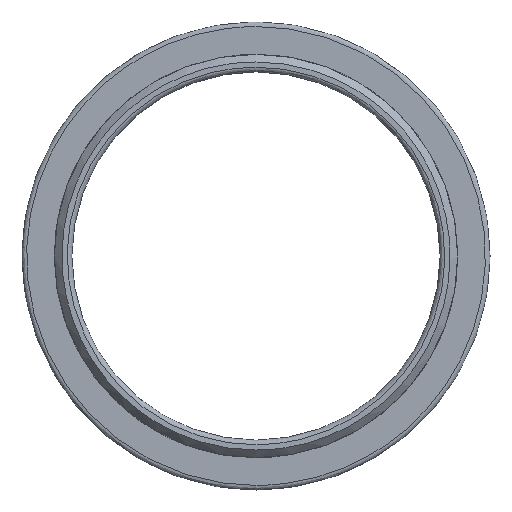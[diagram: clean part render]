
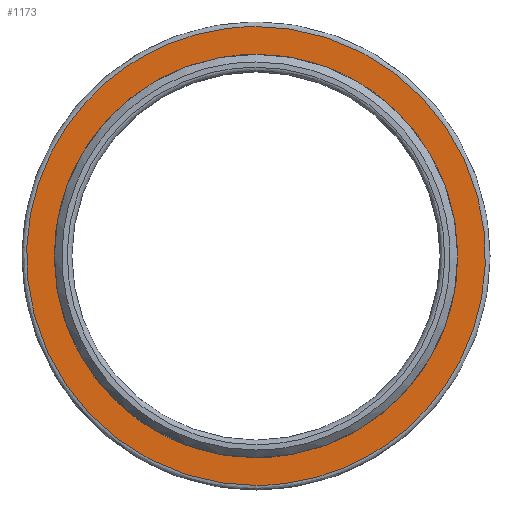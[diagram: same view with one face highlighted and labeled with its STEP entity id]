
A CAD part, left-side view. The second image highlights one B-rep face of the part: STEP entity #1173.
In plain terms, the highlighted planar face has unit normal (-1, 0, 0).
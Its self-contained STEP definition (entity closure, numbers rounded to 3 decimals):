
#215 = DIRECTION ( 'NONE',  ( -1., 0., 0. ) ) ;
#339 = EDGE_LOOP ( 'NONE', ( #767, #1689 ) ) ;
#396 = VERTEX_POINT ( 'NONE', #948 ) ;
#431 = EDGE_CURVE ( 'NONE', #450, #1697, #998, .T. ) ;
#446 =( BOUNDED_CURVE ( )  B_SPLINE_CURVE ( 3, ( #1047, #768, #1319, #1597 ),
 .UNSPECIFIED., .F., .T. ) 
 B_SPLINE_CURVE_WITH_KNOTS ( ( 4, 4 ),
 ( 0., 1. ),
 .UNSPECIFIED. ) 
 CURVE ( )  GEOMETRIC_REPRESENTATION_ITEM ( )  RATIONAL_B_SPLINE_CURVE ( ( 1., 0.333, 0.333, 1. ) ) 
 REPRESENTATION_ITEM ( '' )  );
#450 = VERTEX_POINT ( 'NONE', #588 ) ;
#454 = CARTESIAN_POINT ( 'NONE',  ( -5.4, 0., -14.95 ) ) ;
#455 = CARTESIAN_POINT ( 'NONE',  ( -5.4, -29.9, 14.95 ) ) ;
#467 = FACE_BOUND ( 'NONE', #875, .T. ) ;
#476 = DIRECTION ( 'NONE',  ( 0., 0., 1. ) ) ;
#506 = CARTESIAN_POINT ( 'NONE',  ( -5.4, 0., -14.95 ) ) ;
#588 = CARTESIAN_POINT ( 'NONE',  ( -5.4, 0., 14.95 ) ) ;
#620 = CARTESIAN_POINT ( 'NONE',  ( -5.4, 15.25, 0. ) ) ;
#664 = ORIENTED_EDGE ( 'NONE', *, *, #1415, .T. ) ;
#753 = EDGE_CURVE ( 'NONE', #1697, #450, #446, .T. ) ;
#762 = CIRCLE ( 'NONE', #1222, 12.7 ) ;
#767 = ORIENTED_EDGE ( 'NONE', *, *, #753, .F. ) ;
#768 = CARTESIAN_POINT ( 'NONE',  ( -5.4, 29.9, -14.95 ) ) ;
#794 = DIRECTION ( 'NONE',  ( 0., 0., -1. ) ) ;
#875 = EDGE_LOOP ( 'NONE', ( #664 ) ) ;
#948 = CARTESIAN_POINT ( 'NONE',  ( -5.4, 0., -12.7 ) ) ;
#998 =( BOUNDED_CURVE ( )  B_SPLINE_CURVE ( 3, ( #1140, #455, #1186, #506 ),
 .UNSPECIFIED., .F., .F. ) 
 B_SPLINE_CURVE_WITH_KNOTS ( ( 4, 4 ),
 ( 0., 1. ),
 .UNSPECIFIED. ) 
 CURVE ( )  GEOMETRIC_REPRESENTATION_ITEM ( )  RATIONAL_B_SPLINE_CURVE ( ( 1., 0.333, 0.333, 1. ) ) 
 REPRESENTATION_ITEM ( '' )  );
#1018 = PLANE ( 'NONE',  #1020 ) ;
#1020 = AXIS2_PLACEMENT_3D ( 'NONE', #620, #215, #476 ) ;
#1047 = CARTESIAN_POINT ( 'NONE',  ( -5.4, 0., -14.95 ) ) ;
#1096 = DIRECTION ( 'NONE',  ( 1., 0., 0. ) ) ;
#1140 = CARTESIAN_POINT ( 'NONE',  ( -5.4, 0., 14.95 ) ) ;
#1173 = ADVANCED_FACE ( 'NONE', ( #1716, #467 ), #1018, .T. ) ;
#1186 = CARTESIAN_POINT ( 'NONE',  ( -5.4, -29.9, -14.95 ) ) ;
#1222 = AXIS2_PLACEMENT_3D ( 'NONE', #1490, #1096, #794 ) ;
#1319 = CARTESIAN_POINT ( 'NONE',  ( -5.4, 29.9, 14.95 ) ) ;
#1415 = EDGE_CURVE ( 'NONE', #396, #396, #762, .T. ) ;
#1490 = CARTESIAN_POINT ( 'NONE',  ( -5.4, 0., 0. ) ) ;
#1597 = CARTESIAN_POINT ( 'NONE',  ( -5.4, 0., 14.95 ) ) ;
#1689 = ORIENTED_EDGE ( 'NONE', *, *, #431, .F. ) ;
#1697 = VERTEX_POINT ( 'NONE', #454 ) ;
#1716 = FACE_OUTER_BOUND ( 'NONE', #339, .T. ) ;
